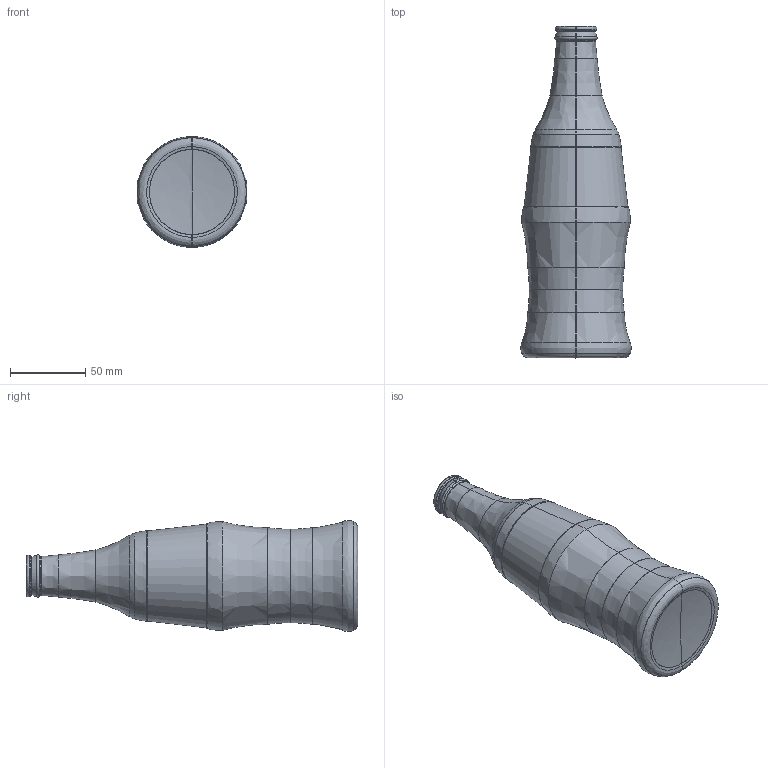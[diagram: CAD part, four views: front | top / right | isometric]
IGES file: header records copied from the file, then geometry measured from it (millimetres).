
Start section: SolidWorks IGES file using analytic representation for surfaces
Global section: file name: Ñòåêëÿííàÿ áóòûëêà.IGS; native system: SolidWorks 2017; preprocessor: SolidWorks 2017; author: BKRP; date: 181205.183225; units: millimetre
Bounding box: 73.28 x 220 x 73.39 mm (x, y, z)
Surface area: 80584.9 mm2 (no closed solid volume)
Topology: 0 solids, 0 shells, 95 faces, 440 edges, 436 vertices
Faces by surface type: bspline 85, revolution 10
